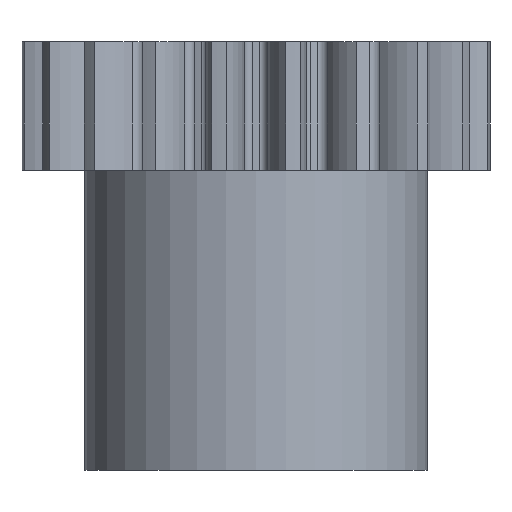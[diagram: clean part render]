
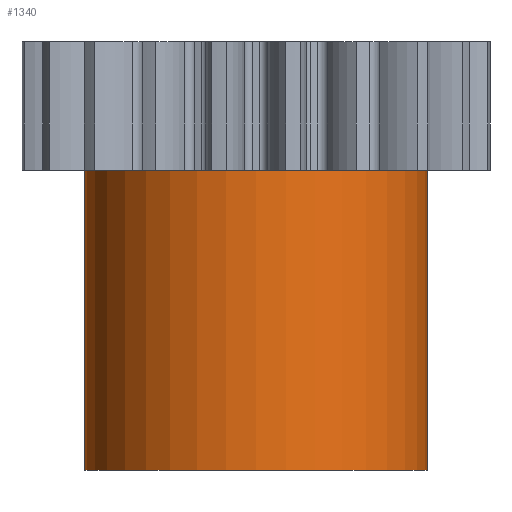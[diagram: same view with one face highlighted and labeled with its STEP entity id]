
A CAD part, front view. The second image highlights one B-rep face of the part: STEP entity #1340.
In plain terms, the highlighted cylindrical face has radius 4 mm (diameter 8 mm), a partial arc.
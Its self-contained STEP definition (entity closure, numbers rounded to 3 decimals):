
#11 = EDGE_CURVE ( 'NONE', #1364, #1401, #1645, .T. ) ;
#1340 = ADVANCED_FACE ( 'NONE', ( #4146 ), #4158, .T. ) ;
#1341 = EDGE_CURVE ( 'NONE', #1405, #1406, #4135, .T. ) ;
#1342 = EDGE_LOOP ( 'NONE', ( #1344, #1453, #1457, #1456 ) ) ;
#1344 = ORIENTED_EDGE ( 'NONE', *, *, #1346, .F. ) ;
#1346 = EDGE_CURVE ( 'NONE', #1405, #1364, #4139, .T. ) ;
#1364 = VERTEX_POINT ( 'NONE', #4172 ) ;
#1401 = VERTEX_POINT ( 'NONE', #4332 ) ;
#1402 = EDGE_CURVE ( 'NONE', #1406, #1401, #4340, .T. ) ;
#1405 = VERTEX_POINT ( 'NONE', #4390 ) ;
#1406 = VERTEX_POINT ( 'NONE', #4385 ) ;
#1453 = ORIENTED_EDGE ( 'NONE', *, *, #1341, .T. ) ;
#1456 = ORIENTED_EDGE ( 'NONE', *, *, #11, .F. ) ;
#1457 = ORIENTED_EDGE ( 'NONE', *, *, #1402, .T. ) ;
#1631 = DIRECTION ( 'NONE',  ( 1., 0., 0. ) ) ;
#1632 = DIRECTION ( 'NONE',  ( 0., 0., 1. ) ) ;
#1633 = AXIS2_PLACEMENT_3D ( 'NONE', #1639, #1632, #1631 ) ;
#1639 = CARTESIAN_POINT ( 'NONE',  ( 0., 0., 0. ) ) ;
#1645 = CIRCLE ( 'NONE', #1633, 4. ) ;
#3985 = VECTOR ( 'NONE', #4144, 1000. ) ;
#3986 = CARTESIAN_POINT ( 'NONE',  ( 0., 0., -7. ) ) ;
#4132 = DIRECTION ( 'NONE',  ( 1., 0., 0. ) ) ;
#4133 = DIRECTION ( 'NONE',  ( 0., 0., 1. ) ) ;
#4134 = AXIS2_PLACEMENT_3D ( 'NONE', #4143, #4133, #4132 ) ;
#4135 = CIRCLE ( 'NONE', #4134, 4. ) ;
#4139 = LINE ( 'NONE', #4145, #3985 ) ;
#4141 = DIRECTION ( 'NONE',  ( 1., 0., 0. ) ) ;
#4142 = DIRECTION ( 'NONE',  ( 0., 0., 1. ) ) ;
#4143 = CARTESIAN_POINT ( 'NONE',  ( 0., 0., -7. ) ) ;
#4144 = DIRECTION ( 'NONE',  ( 0., 0., 1. ) ) ;
#4145 = CARTESIAN_POINT ( 'NONE',  ( -4., 0., -7. ) ) ;
#4146 = FACE_OUTER_BOUND ( 'NONE', #1342, .T. ) ;
#4151 = AXIS2_PLACEMENT_3D ( 'NONE', #3986, #4142, #4141 ) ;
#4158 = CYLINDRICAL_SURFACE ( 'NONE', #4151, 4. ) ;
#4172 = CARTESIAN_POINT ( 'NONE',  ( -4., 0., 0. ) ) ;
#4332 = CARTESIAN_POINT ( 'NONE',  ( 4., 0., 0. ) ) ;
#4340 = LINE ( 'NONE', #4389, #4388 ) ;
#4385 = CARTESIAN_POINT ( 'NONE',  ( 4., 0., -7. ) ) ;
#4387 = DIRECTION ( 'NONE',  ( 0., 0., 1. ) ) ;
#4388 = VECTOR ( 'NONE', #4387, 1000. ) ;
#4389 = CARTESIAN_POINT ( 'NONE',  ( 4., 0., -7. ) ) ;
#4390 = CARTESIAN_POINT ( 'NONE',  ( -4., 0., -7. ) ) ;
